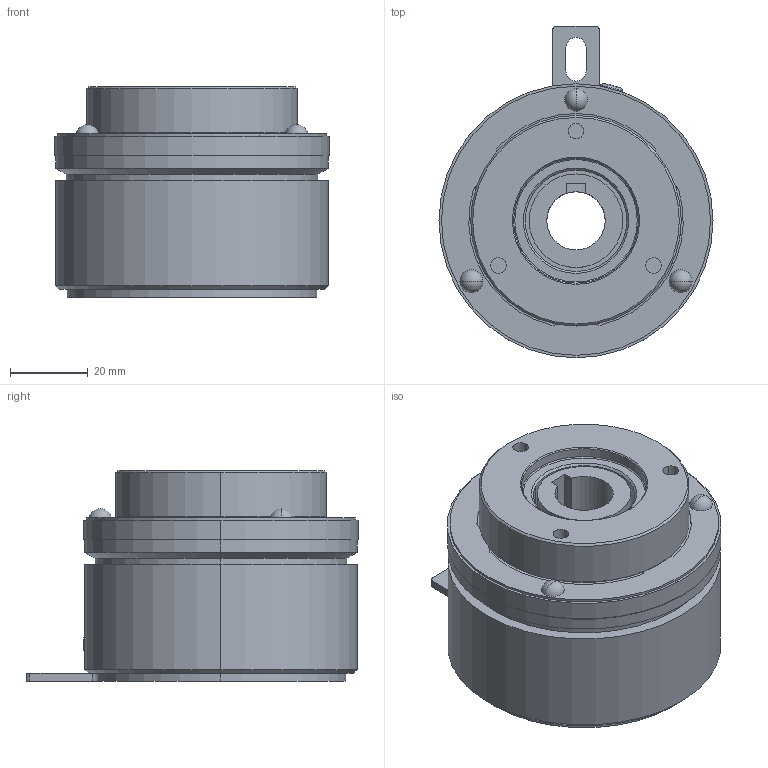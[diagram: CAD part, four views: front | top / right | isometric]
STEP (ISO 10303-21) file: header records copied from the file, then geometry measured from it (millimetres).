
FILE_DESCRIPTION (( 'STEP AP203' ), '1' );
FILE_NAME ('AMC 80_25145000.STEP', '2016-05-18T06:28:22', ( ' ' ), ( '' ), 'SwSTEP 2.0', 'SolidWorks 2009', '' );
FILE_SCHEMA (( 'CONFIG_CONTROL_DESIGN' ));
Length unit declared in the file: millimetre
Products named in the file (1): AMC 80_25145000
Bounding box: 70.3 x 85.15 x 54 mm (x, y, z)
Volume: 172363.5 mm3; surface area: 26558.8 mm2
Topology: 1 solids, 4 shells, 140 faces, 332 edges, 212 vertices
Faces by surface type: cylinder 71, plane 39, cone 14, sphere 8, torus 8
Entity records: 4275 total; most frequent: DIRECTION 812, CARTESIAN_POINT 749, ORIENTED_EDGE 664, AXIS2_PLACEMENT_3D 341, EDGE_CURVE 332, VERTEX_POINT 212, CIRCLE 200, EDGE_LOOP 168
